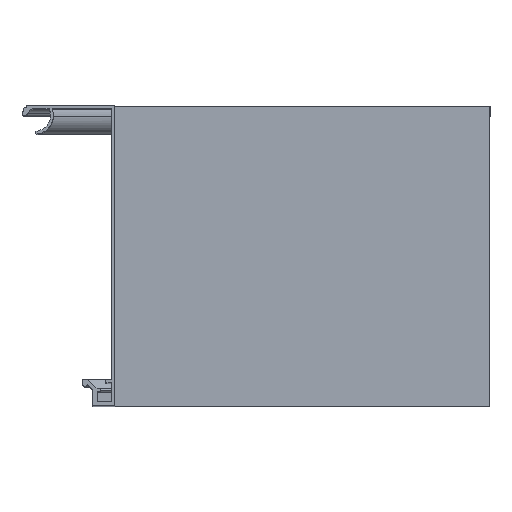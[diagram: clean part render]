
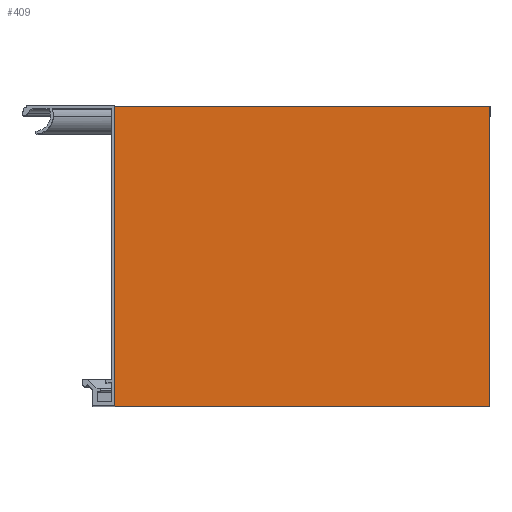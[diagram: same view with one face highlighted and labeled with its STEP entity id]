
A CAD part, top view. The second image highlights one B-rep face of the part: STEP entity #409.
In plain terms, the highlighted face is planar.
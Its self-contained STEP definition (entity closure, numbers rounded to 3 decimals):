
#201 = CARTESIAN_POINT ( 'NONE',  ( 37.5, -135.4, -124.5 ) ) ;
#281 = FACE_OUTER_BOUND ( 'NONE', #2010, .T. ) ;
#287 = LINE ( 'NONE', #1677, #335 ) ;
#335 = VECTOR ( 'NONE', #1689, 1000. ) ;
#409 = ADVANCED_FACE ( 'NONE', ( #281 ), #525, .F. ) ;
#502 = DIRECTION ( 'NONE',  ( 0., -1., 0. ) ) ;
#525 = PLANE ( 'NONE',  #684 ) ;
#529 = DIRECTION ( 'NONE',  ( -1., 0., 0. ) ) ;
#535 = DIRECTION ( 'NONE',  ( 0., 0., -1. ) ) ;
#540 = CARTESIAN_POINT ( 'NONE',  ( 37.5, 4.6, 124.5 ) ) ;
#618 = CARTESIAN_POINT ( 'NONE',  ( 37.5, -135.4, 50.2 ) ) ;
#676 = CARTESIAN_POINT ( 'NONE',  ( 37.5, 4.6, 124.5 ) ) ;
#684 = AXIS2_PLACEMENT_3D ( 'NONE', #676, #529, #502 ) ;
#797 = LINE ( 'NONE', #2092, #803 ) ;
#803 = VECTOR ( 'NONE', #2071, 1000. ) ;
#831 = VECTOR ( 'NONE', #2465, 1000. ) ;
#844 = LINE ( 'NONE', #618, #831 ) ;
#851 = CARTESIAN_POINT ( 'NONE',  ( 37.5, 4.6, 50.2 ) ) ;
#1004 = VERTEX_POINT ( 'NONE', #2631 ) ;
#1028 = EDGE_CURVE ( 'NONE', #1692, #1968, #844, .T. ) ;
#1086 = ORIENTED_EDGE ( 'NONE', *, *, #1430, .F. ) ;
#1096 = EDGE_CURVE ( 'NONE', #2028, #1004, #797, .T. ) ;
#1210 = EDGE_CURVE ( 'NONE', #1692, #2028, #287, .T. ) ;
#1218 = ORIENTED_EDGE ( 'NONE', *, *, #1028, .F. ) ;
#1430 = EDGE_CURVE ( 'NONE', #1968, #1004, #2538, .T. ) ;
#1677 = CARTESIAN_POINT ( 'NONE',  ( 37.5, -135.4, 124.5 ) ) ;
#1689 = DIRECTION ( 'NONE',  ( 0., 0., -1. ) ) ;
#1692 = VERTEX_POINT ( 'NONE', #2176 ) ;
#1968 = VERTEX_POINT ( 'NONE', #851 ) ;
#2010 = EDGE_LOOP ( 'NONE', ( #1086, #1218, #2398, #2639 ) ) ;
#2028 = VERTEX_POINT ( 'NONE', #201 ) ;
#2071 = DIRECTION ( 'NONE',  ( 0., 1., 0. ) ) ;
#2092 = CARTESIAN_POINT ( 'NONE',  ( 37.5, 4.6, -124.5 ) ) ;
#2176 = CARTESIAN_POINT ( 'NONE',  ( 37.5, -135.4, 50.2 ) ) ;
#2398 = ORIENTED_EDGE ( 'NONE', *, *, #1210, .T. ) ;
#2465 = DIRECTION ( 'NONE',  ( 0., 1., 0. ) ) ;
#2538 = LINE ( 'NONE', #540, #2555 ) ;
#2555 = VECTOR ( 'NONE', #535, 1000. ) ;
#2631 = CARTESIAN_POINT ( 'NONE',  ( 37.5, 4.6, -124.5 ) ) ;
#2639 = ORIENTED_EDGE ( 'NONE', *, *, #1096, .T. ) ;
